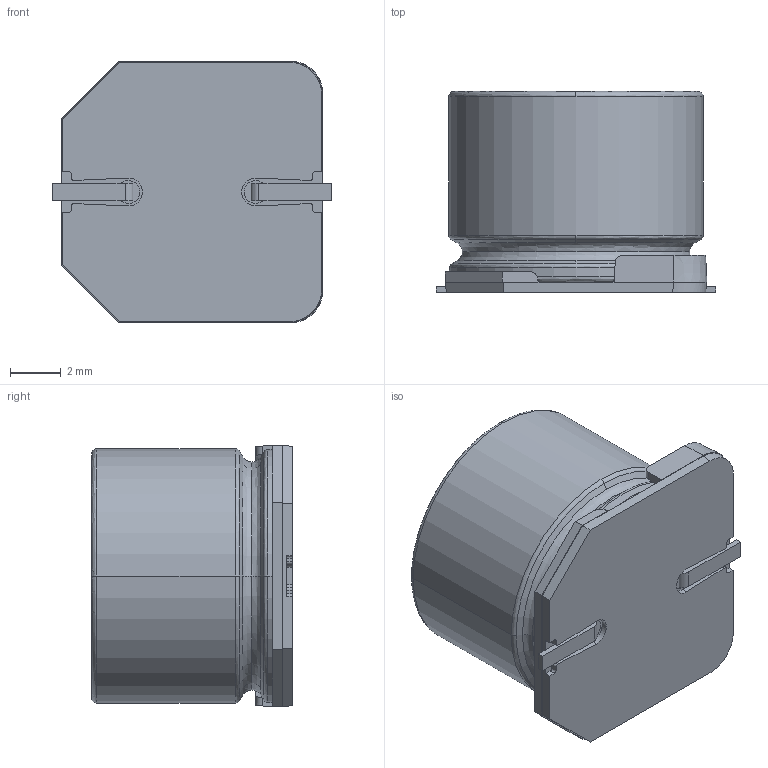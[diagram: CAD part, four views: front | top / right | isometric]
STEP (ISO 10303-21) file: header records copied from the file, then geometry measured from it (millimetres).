
FILE_DESCRIPTION (( 'STEP AP214' ), '1' );
FILE_NAME ('6SVP22M.STEP', '2021-10-01T21:12:23', ( '' ), ( '' ), 'SwSTEP 2.0', 'SolidWorks 2017', '' );
FILE_SCHEMA (( 'AUTOMOTIVE_DESIGN' ));
Length unit declared in the file: millimetre
Products named in the file (1): 6SVP22M
Bounding box: 11 x 7.9 x 10.3 mm (x, y, z)
Volume: 630.7 mm3; surface area: 664.1 mm2
Topology: 4 solids, 4 shells, 122 faces, 325 edges, 215 vertices
Faces by surface type: plane 65, cylinder 31, bspline 16, cone 10
Entity records: 4343 total; most frequent: CARTESIAN_POINT 1330, ORIENTED_EDGE 650, DIRECTION 568, EDGE_CURVE 325, VERTEX_POINT 215, LINE 194, VECTOR 194, AXIS2_PLACEMENT_3D 187
